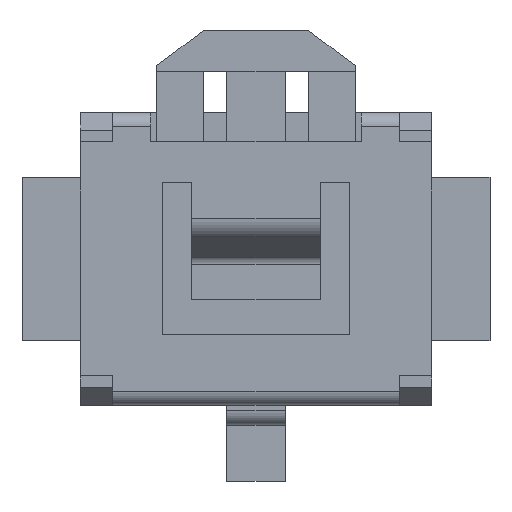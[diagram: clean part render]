
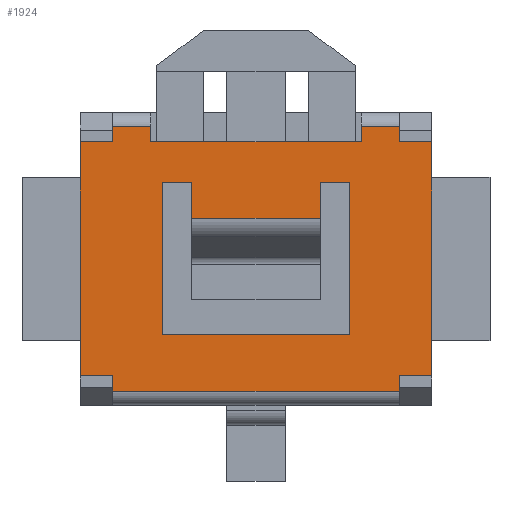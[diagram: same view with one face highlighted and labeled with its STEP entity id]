
A CAD part, top view. The second image highlights one B-rep face of the part: STEP entity #1924.
In plain terms, the highlighted planar face has unit normal (0, 0, 1).
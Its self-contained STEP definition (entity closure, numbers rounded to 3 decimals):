
#13=DIRECTION('',(0.,0.,1.));
#27=VECTOR('',#28,1.);
#28=DIRECTION('',(1.,0.,0.));
#40=VECTOR('',#41,1.);
#41=DIRECTION('',(1.,0.,0.));
#65=VECTOR('',#66,1.);
#66=DIRECTION('',(-1.,0.,0.));
#91=DIRECTION('',(0.,1.,0.));
#109=VECTOR('',#110,1.);
#110=DIRECTION('',(0.,-1.,0.));
#117=VECTOR('',#91,1.);
#148=VECTOR('',#149,1.);
#149=DIRECTION('',(-1.,0.,0.));
#227=VECTOR('',#228,1.);
#228=DIRECTION('',(0.,-1.,0.));
#324=VECTOR('',#325,1.);
#325=DIRECTION('',(0.,1.,0.));
#576=VECTOR('',#577,1.);
#577=DIRECTION('',(-1.,0.,0.));
#597=VECTOR('',#598,1.);
#598=DIRECTION('',(1.,0.,0.));
#1012=VERTEX_POINT('',#1013);
#1013=CARTESIAN_POINT('',(1.5,-0.18,1.2));
#1015=ORIENTED_EDGE('',*,*,#1016,.T.);
#1016=EDGE_CURVE('',#1012,#1017,#1019,.T.);
#1017=VERTEX_POINT('',#1018);
#1018=CARTESIAN_POINT('',(1.5,1.82,1.2));
#1019=LINE('',#1013,#117);
#1084=VERTEX_POINT('',#1085);
#1085=CARTESIAN_POINT('',(1.225,-0.18,1.2));
#1088=EDGE_CURVE('',#1084,#1089,#1091,.T.);
#1089=VERTEX_POINT('',#1090);
#1090=CARTESIAN_POINT('',(1.225,-0.31,1.2));
#1091=LINE('',#1085,#227);
#1112=VERTEX_POINT('',#1113);
#1113=CARTESIAN_POINT('',(-1.225,-0.18,1.2));
#1115=ORIENTED_EDGE('',*,*,#1116,.T.);
#1116=EDGE_CURVE('',#1112,#1117,#1119,.T.);
#1117=VERTEX_POINT('',#1118);
#1118=CARTESIAN_POINT('',(-1.225,-0.31,1.2));
#1119=LINE('',#1113,#227);
#1232=VERTEX_POINT('',#1233);
#1233=CARTESIAN_POINT('',(-1.5,1.82,1.2));
#1235=ORIENTED_EDGE('',*,*,#1236,.T.);
#1236=EDGE_CURVE('',#1232,#1237,#1239,.T.);
#1237=VERTEX_POINT('',#1238);
#1238=CARTESIAN_POINT('',(-1.5,-0.18,1.2));
#1239=LINE('',#1233,#109);
#1890=VERTEX_POINT('',#1891);
#1891=CARTESIAN_POINT('',(1.225,1.82,1.2));
#1893=ORIENTED_EDGE('',*,*,#1894,.T.);
#1894=EDGE_CURVE('',#1890,#1895,#1897,.T.);
#1895=VERTEX_POINT('',#1896);
#1896=CARTESIAN_POINT('',(1.225,1.95,1.2));
#1897=LINE('',#1891,#324);
#1909=ORIENTED_EDGE('',*,*,#1910,.T.);
#1910=EDGE_CURVE('',#1017,#1890,#1911,.T.);
#1911=LINE('',#1018,#148);
#1918=ORIENTED_EDGE('',*,*,#1919,.T.);
#1919=EDGE_CURVE('',#1084,#1012,#1920,.T.);
#1920=LINE('',#1238,#27);
#1924=ADVANCED_FACE('',(#1925,#1964),#2005,.T.);
#1925=FACE_BOUND('',#1926,.T.);
#1926=EDGE_LOOP('',(#1927,#1115,#1929,#1932,#1918,#1015,#1909,#1893,#1933,#1938,#1943,#1947,#1952,#1957,#1962,#1235));
#1927=ORIENTED_EDGE('',*,*,#1928,.T.);
#1928=EDGE_CURVE('',#1237,#1112,#1920,.T.);
#1929=ORIENTED_EDGE('',*,*,#1930,.F.);
#1930=EDGE_CURVE('',#1089,#1117,#1931,.T.);
#1931=LINE('',#1090,#65);
#1932=ORIENTED_EDGE('',*,*,#1088,.F.);
#1933=ORIENTED_EDGE('',*,*,#1934,.F.);
#1934=EDGE_CURVE('',#1935,#1895,#1937,.T.);
#1935=VERTEX_POINT('',#1936);
#1936=CARTESIAN_POINT('',(0.9,1.95,1.2));
#1937=LINE('',#1936,#597);
#1938=ORIENTED_EDGE('',*,*,#1939,.F.);
#1939=EDGE_CURVE('',#1940,#1935,#1942,.T.);
#1940=VERTEX_POINT('',#1941);
#1941=CARTESIAN_POINT('',(0.9,1.82,1.2));
#1942=LINE('',#1941,#324);
#1943=ORIENTED_EDGE('',*,*,#1944,.T.);
#1944=EDGE_CURVE('',#1940,#1945,#1911,.T.);
#1945=VERTEX_POINT('',#1946);
#1946=CARTESIAN_POINT('',(-0.9,1.82,1.2));
#1947=ORIENTED_EDGE('',*,*,#1948,.T.);
#1948=EDGE_CURVE('',#1945,#1949,#1951,.T.);
#1949=VERTEX_POINT('',#1950);
#1950=CARTESIAN_POINT('',(-0.9,1.95,1.2));
#1951=LINE('',#1946,#324);
#1952=ORIENTED_EDGE('',*,*,#1953,.T.);
#1953=EDGE_CURVE('',#1949,#1954,#1956,.T.);
#1954=VERTEX_POINT('',#1955);
#1955=CARTESIAN_POINT('',(-1.225,1.95,1.2));
#1956=LINE('',#1950,#576);
#1957=ORIENTED_EDGE('',*,*,#1958,.F.);
#1958=EDGE_CURVE('',#1959,#1954,#1961,.T.);
#1959=VERTEX_POINT('',#1960);
#1960=CARTESIAN_POINT('',(-1.225,1.82,1.2));
#1961=LINE('',#1960,#324);
#1962=ORIENTED_EDGE('',*,*,#1963,.T.);
#1963=EDGE_CURVE('',#1959,#1232,#1911,.T.);
#1964=FACE_BOUND('',#1965,.T.);
#1965=EDGE_LOOP('',(#1966,#1973,#1978,#1984,#1989,#1994,#1999,#2002));
#1966=ORIENTED_EDGE('',*,*,#1967,.F.);
#1967=EDGE_CURVE('',#1968,#1970,#1972,.T.);
#1968=VERTEX_POINT('',#1969);
#1969=CARTESIAN_POINT('',(-0.8,0.17,1.2));
#1970=VERTEX_POINT('',#1971);
#1971=CARTESIAN_POINT('',(0.8,0.17,1.2));
#1972=LINE('',#1969,#27);
#1973=ORIENTED_EDGE('',*,*,#1974,.F.);
#1974=EDGE_CURVE('',#1975,#1968,#1977,.T.);
#1975=VERTEX_POINT('',#1976);
#1976=CARTESIAN_POINT('',(-0.8,1.47,1.2));
#1977=LINE('',#1976,#109);
#1978=ORIENTED_EDGE('',*,*,#1979,.F.);
#1979=EDGE_CURVE('',#1980,#1975,#1982,.T.);
#1980=VERTEX_POINT('',#1981);
#1981=CARTESIAN_POINT('',(-0.55,1.47,1.2));
#1982=LINE('',#1983,#148);
#1983=CARTESIAN_POINT('',(0.8,1.47,1.2));
#1984=ORIENTED_EDGE('',*,*,#1985,.T.);
#1985=EDGE_CURVE('',#1980,#1986,#1988,.T.);
#1986=VERTEX_POINT('',#1987);
#1987=CARTESIAN_POINT('',(-0.55,1.167,1.2));
#1988=LINE('',#1981,#227);
#1989=ORIENTED_EDGE('',*,*,#1990,.T.);
#1990=EDGE_CURVE('',#1986,#1991,#1993,.T.);
#1991=VERTEX_POINT('',#1992);
#1992=CARTESIAN_POINT('',(0.55,1.167,1.2));
#1993=LINE('',#1987,#40);
#1994=ORIENTED_EDGE('',*,*,#1995,.F.);
#1995=EDGE_CURVE('',#1996,#1991,#1998,.T.);
#1996=VERTEX_POINT('',#1997);
#1997=CARTESIAN_POINT('',(0.55,1.47,1.2));
#1998=LINE('',#1997,#227);
#1999=ORIENTED_EDGE('',*,*,#2000,.F.);
#2000=EDGE_CURVE('',#2001,#1996,#1982,.T.);
#2001=VERTEX_POINT('',#1983);
#2002=ORIENTED_EDGE('',*,*,#2003,.F.);
#2003=EDGE_CURVE('',#1970,#2001,#2004,.T.);
#2004=LINE('',#1971,#117);
#2005=PLANE('',#2006);
#2006=AXIS2_PLACEMENT_3D('',#2007,#13,#28);
#2007=CARTESIAN_POINT('',(0.,0.82,1.2));
